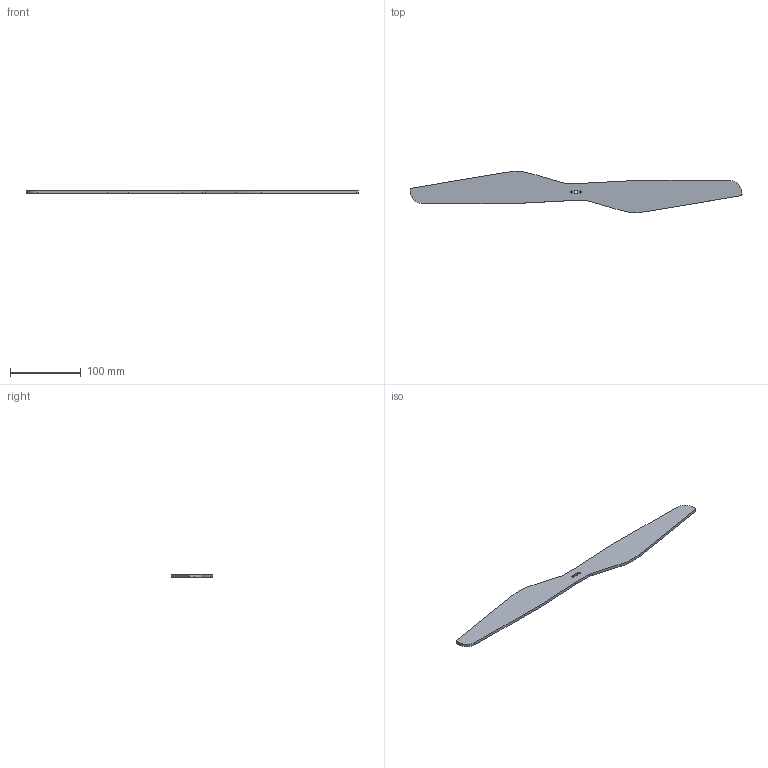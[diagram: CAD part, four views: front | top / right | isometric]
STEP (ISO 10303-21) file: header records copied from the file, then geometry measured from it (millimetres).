
FILE_DESCRIPTION(/* description */ ('STEP AP214'),/* implementation_level */ '2;1');
FILE_NAME(/* name */ '6139c30f5ef03e2188537a5a',/* time_stamp */ '2021-09-09T08:17:20+00:00',/* author */ (''),/* organization */ (''),/* preprocessor_version */ 'ST-DEVELOPER v18.1',/* originating_system */ ' ',/* authorisation */ ' ');
FILE_SCHEMA (('AUTOMOTIVE_DESIGN {1 0 10303 214 3 1 1}'));
Length unit declared in the file: metre
Products named in the file (1): 18_inch_prop
Bounding box: 469.39 x 58.19 x 4 mm (x, y, z)
Volume: 63272.4 mm3; surface area: 35670 mm2
Topology: 1 solids, 1 shells, 27 faces, 75 edges, 50 vertices
Faces by surface type: plane 16, cylinder 11
Full cylindrical faces by diameter (mm): 3 x2, 5 x1
Entity records: 898 total; most frequent: DIRECTION 150, CARTESIAN_POINT 150, ORIENTED_EDGE 144, EDGE_CURVE 72, LINE 50, VECTOR 50, VERTEX_POINT 50, AXIS2_PLACEMENT_3D 50
